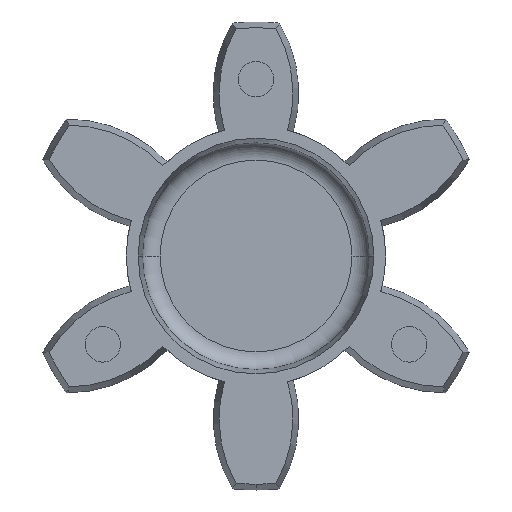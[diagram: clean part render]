
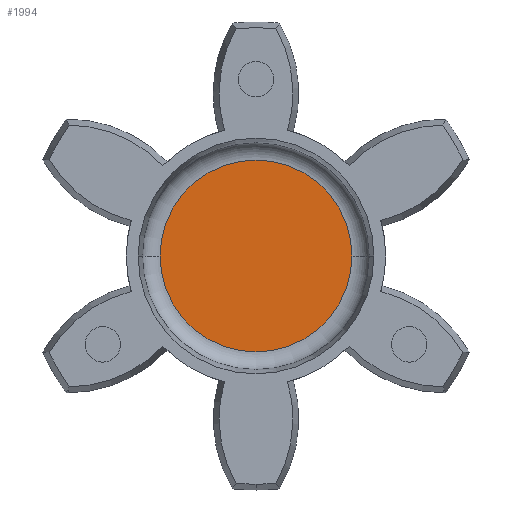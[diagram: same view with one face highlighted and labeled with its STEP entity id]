
A CAD part, left-side view. The second image highlights one B-rep face of the part: STEP entity #1994.
In plain terms, the highlighted planar face has unit normal (-1, 0, 0).
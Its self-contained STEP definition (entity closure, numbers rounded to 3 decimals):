
#11 = EDGE_CURVE ( 'NONE', #134, #218, #2507, .T. ) ;
#68 = EDGE_CURVE ( 'NONE', #218, #134, #1969, .T. ) ;
#75 = DIRECTION ( 'NONE',  ( -1., 0., 0. ) ) ;
#134 = VERTEX_POINT ( 'NONE', #638 ) ;
#167 = ORIENTED_EDGE ( 'NONE', *, *, #68, .T. ) ;
#177 = FACE_OUTER_BOUND ( 'NONE', #2481, .T. ) ;
#218 = VERTEX_POINT ( 'NONE', #2360 ) ;
#258 = AXIS2_PLACEMENT_3D ( 'NONE', #2189, #75, #1999 ) ;
#358 = AXIS2_PLACEMENT_3D ( 'NONE', #1589, #421, #1363 ) ;
#421 = DIRECTION ( 'NONE',  ( -1., 0., 0. ) ) ;
#638 = CARTESIAN_POINT ( 'NONE',  ( -1., 8.143, 0. ) ) ;
#665 = PLANE ( 'NONE',  #358 ) ;
#1363 = DIRECTION ( 'NONE',  ( 0., 0., 1. ) ) ;
#1589 = CARTESIAN_POINT ( 'NONE',  ( -1., 0., 0. ) ) ;
#1605 = DIRECTION ( 'NONE',  ( 0., -1., 0. ) ) ;
#1922 = AXIS2_PLACEMENT_3D ( 'NONE', #2731, #2760, #1605 ) ;
#1969 = CIRCLE ( 'NONE', #1922, 8.143 ) ;
#1994 = ADVANCED_FACE ( 'NONE', ( #177 ), #665, .T. ) ;
#1999 = DIRECTION ( 'NONE',  ( 0., -1., 0. ) ) ;
#2189 = CARTESIAN_POINT ( 'NONE',  ( -1., 0., 0. ) ) ;
#2274 = ORIENTED_EDGE ( 'NONE', *, *, #11, .T. ) ;
#2360 = CARTESIAN_POINT ( 'NONE',  ( -1., -8.143, 0. ) ) ;
#2481 = EDGE_LOOP ( 'NONE', ( #167, #2274 ) ) ;
#2507 = CIRCLE ( 'NONE', #258, 8.143 ) ;
#2731 = CARTESIAN_POINT ( 'NONE',  ( -1., 0., 0. ) ) ;
#2760 = DIRECTION ( 'NONE',  ( -1., 0., 0. ) ) ;
